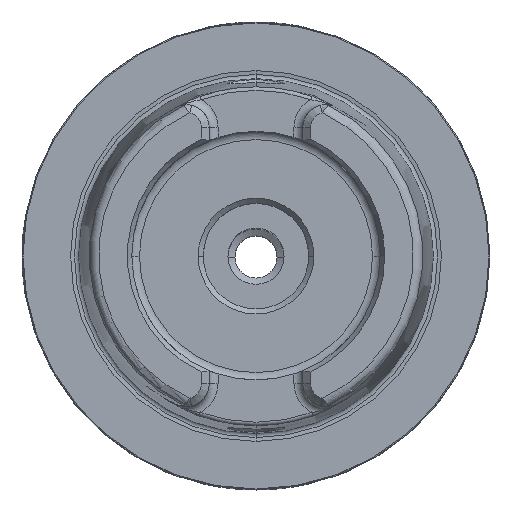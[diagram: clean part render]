
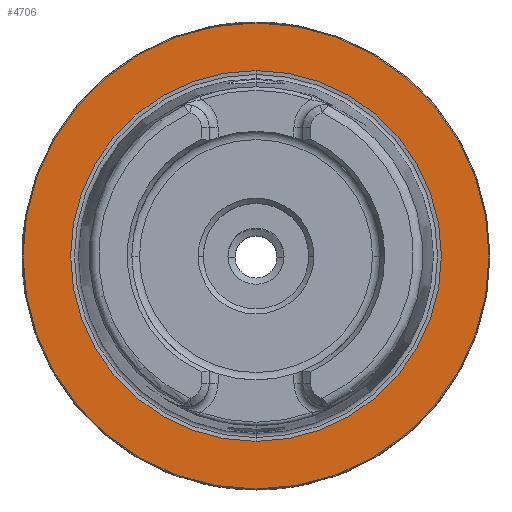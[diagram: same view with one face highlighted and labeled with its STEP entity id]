
A CAD part, top view. The second image highlights one B-rep face of the part: STEP entity #4706.
In plain terms, the highlighted planar face has unit normal (0, 0, 1).
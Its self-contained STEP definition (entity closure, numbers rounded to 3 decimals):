
#182 = VERTEX_POINT ( 'NONE', #3841 ) ;
#238 = DIRECTION ( 'NONE',  ( 0., 1., 0. ) ) ;
#317 = EDGE_CURVE ( 'NONE', #9993, #182, #5814, .T. ) ;
#634 = CARTESIAN_POINT ( 'NONE',  ( 0., 49.965, 0. ) ) ;
#747 = FACE_BOUND ( 'NONE', #5806, .T. ) ;
#1076 = ORIENTED_EDGE ( 'NONE', *, *, #7960, .T. ) ;
#1227 = CIRCLE ( 'NONE', #9918, 39.59 ) ;
#1251 = VERTEX_POINT ( 'NONE', #10224 ) ;
#1299 = FACE_OUTER_BOUND ( 'NONE', #1931, .T. ) ;
#1324 = CARTESIAN_POINT ( 'NONE',  ( 0., 49.765, 0. ) ) ;
#1491 = PLANE ( 'NONE',  #7431 ) ;
#1529 = DIRECTION ( 'NONE',  ( 0., -1., 0. ) ) ;
#1653 = DIRECTION ( 'NONE',  ( 0., 0., -1. ) ) ;
#1757 = AXIS2_PLACEMENT_3D ( 'NONE', #3416, #9498, #4295 ) ;
#1931 = EDGE_LOOP ( 'NONE', ( #1076, #11239 ) ) ;
#3164 = VERTEX_POINT ( 'NONE', #5376 ) ;
#3180 = AXIS2_PLACEMENT_3D ( 'NONE', #8468, #3271, #9358 ) ;
#3271 = DIRECTION ( 'NONE',  ( 0., 0., 1. ) ) ;
#3416 = CARTESIAN_POINT ( 'NONE',  ( 0., 0., 0. ) ) ;
#3841 = CARTESIAN_POINT ( 'NONE',  ( 0., -49.765, 0. ) ) ;
#4295 = DIRECTION ( 'NONE',  ( 0., -1., 0. ) ) ;
#4706 = ADVANCED_FACE ( 'NONE', ( #1299, #747 ), #1491, .T. ) ;
#5376 = CARTESIAN_POINT ( 'NONE',  ( 0., 39.59, 0. ) ) ;
#5426 = DIRECTION ( 'NONE',  ( 0., 0., -1. ) ) ;
#5806 = EDGE_LOOP ( 'NONE', ( #7039, #11265 ) ) ;
#5814 = CIRCLE ( 'NONE', #1757, 49.765 ) ;
#6707 = DIRECTION ( 'NONE',  ( 0., 0., 1. ) ) ;
#6837 = CARTESIAN_POINT ( 'NONE',  ( 0., 0., 0. ) ) ;
#6981 = EDGE_CURVE ( 'NONE', #1251, #3164, #1227, .T. ) ;
#7039 = ORIENTED_EDGE ( 'NONE', *, *, #6981, .T. ) ;
#7431 = AXIS2_PLACEMENT_3D ( 'NONE', #634, #6707, #1529 ) ;
#7704 = DIRECTION ( 'NONE',  ( 0., 1., 0. ) ) ;
#7960 = EDGE_CURVE ( 'NONE', #182, #9993, #9762, .T. ) ;
#8468 = CARTESIAN_POINT ( 'NONE',  ( 0., 0., 0. ) ) ;
#9358 = DIRECTION ( 'NONE',  ( 0., -1., 0. ) ) ;
#9411 = CIRCLE ( 'NONE', #10024, 39.59 ) ;
#9498 = DIRECTION ( 'NONE',  ( 0., 0., 1. ) ) ;
#9762 = CIRCLE ( 'NONE', #3180, 49.765 ) ;
#9918 = AXIS2_PLACEMENT_3D ( 'NONE', #6837, #1653, #7704 ) ;
#9993 = VERTEX_POINT ( 'NONE', #1324 ) ;
#10024 = AXIS2_PLACEMENT_3D ( 'NONE', #10631, #5426, #238 ) ;
#10224 = CARTESIAN_POINT ( 'NONE',  ( 0., -39.59, 0. ) ) ;
#10325 = EDGE_CURVE ( 'NONE', #3164, #1251, #9411, .T. ) ;
#10631 = CARTESIAN_POINT ( 'NONE',  ( 0., 0., 0. ) ) ;
#11239 = ORIENTED_EDGE ( 'NONE', *, *, #317, .T. ) ;
#11265 = ORIENTED_EDGE ( 'NONE', *, *, #10325, .T. ) ;
